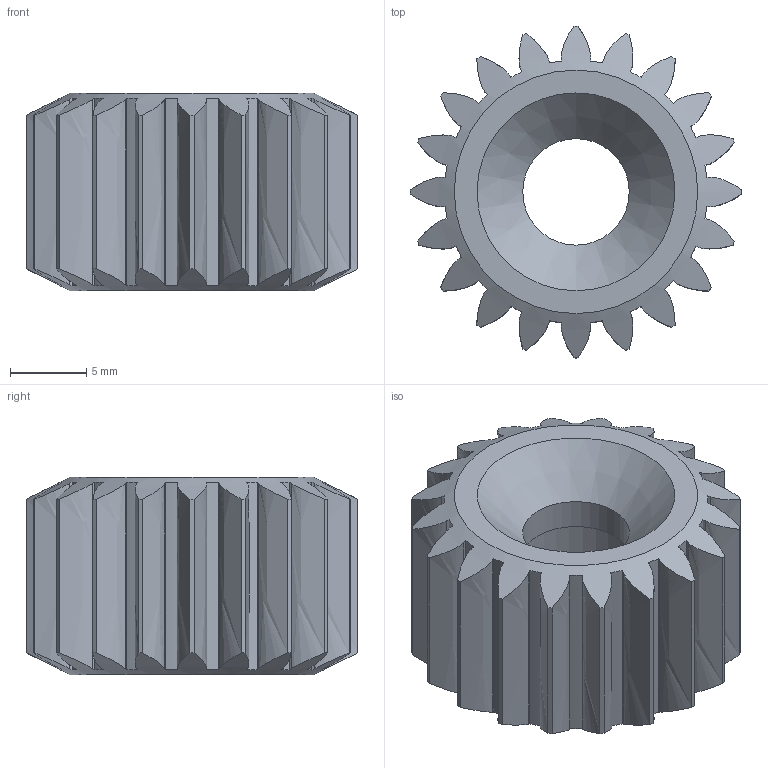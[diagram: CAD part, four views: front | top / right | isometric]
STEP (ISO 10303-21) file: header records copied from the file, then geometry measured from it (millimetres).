
FILE_DESCRIPTION(/* description */ (''),/* implementation_level */ '2;1');
FILE_NAME(/* name */ 'Planet_Gear.step',/* time_stamp */ '2022-07-19T20:25:29-04:00',/* author */ (''),/* organization */ (''),/* preprocessor_version */ 'ST-DEVELOPER v19',/* originating_system */ 'Autodesk Translation Framework v11.7.0.108',/* authorisation */ '');
FILE_SCHEMA (('AUTOMOTIVE_DESIGN { 1 0 10303 214 3 1 1 }'));
Length unit declared in the file: millimetre
Products named in the file (1): FusionComponent
Bounding box: 21.8 x 21.8 x 13 mm (x, y, z)
Volume: 2815.5 mm3; surface area: 2249 mm2
Topology: 1 solids, 1 shells, 157 faces, 403 edges, 249 vertices
Faces by surface type: plane 72, cylinder 42, bspline 40, cone 3
Full cylindrical faces by diameter (mm): 7 x1, 10 x1
Entity records: 5918 total; most frequent: CARTESIAN_POINT 2530, ORIENTED_EDGE 806, DIRECTION 568, EDGE_CURVE 403, VERTEX_POINT 249, AXIS2_PLACEMENT_3D 207, EDGE_LOOP 160, FACE_OUTER_BOUND 157
